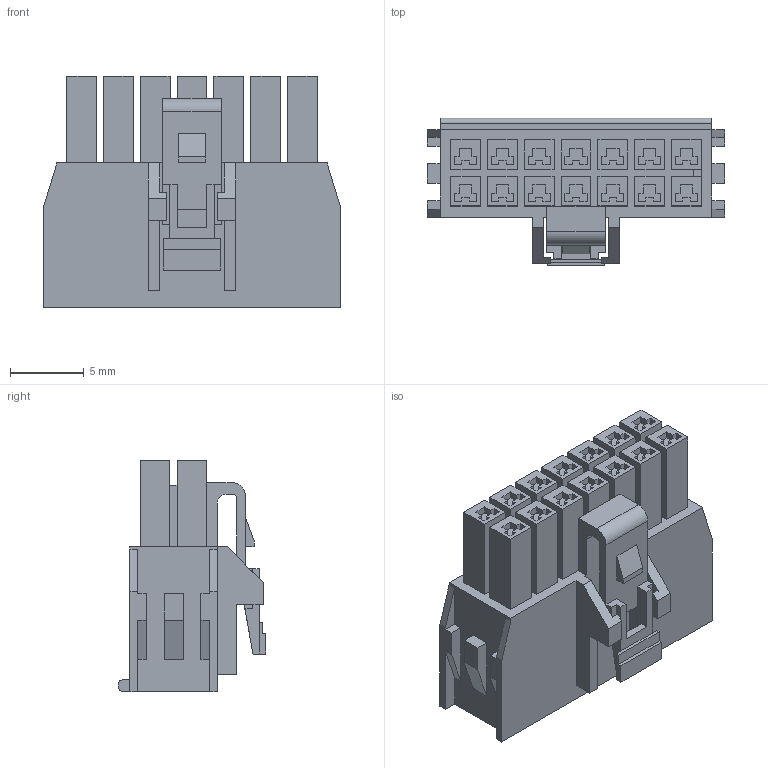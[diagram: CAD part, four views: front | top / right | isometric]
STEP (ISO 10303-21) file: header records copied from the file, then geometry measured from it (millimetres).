
FILE_DESCRIPTION(/* description */ (''),/* implementation_level */ '2;1');
FILE_NAME(/* name */ '1053081214wbm000_02_214.stp',/* time_stamp */ '2023-01-25T18:34:53+08:00',/* author */ (''),/* organization */ (''),/* preprocessor_version */ 'ST-DEVELOPER v16.7',/* originating_system */ 'SIEMENS PLM Software NX 1919',/* authorisation */ '');
FILE_SCHEMA (('AUTOMOTIVE_DESIGN { 1 0 10303 214 3 1 1 1 }'));
Length unit declared in the file: millimetre
Products named in the file (1): 1053081214wbm000_02
Bounding box: 20.2 x 10.04 x 15.7 mm (x, y, z)
Volume: 1480.1 mm3; surface area: 1800.9 mm2
Topology: 1 solids, 1 shells, 487 faces, 1327 edges, 884 vertices
Faces by surface type: plane 482, cylinder 5
Entity records: 15083 total; most frequent: CARTESIAN_POINT 2699, ORIENTED_EDGE 2654, DIRECTION 2313, EDGE_CURVE 1327, LINE 1317, VECTOR 1317, VERTEX_POINT 884, EDGE_LOOP 531
